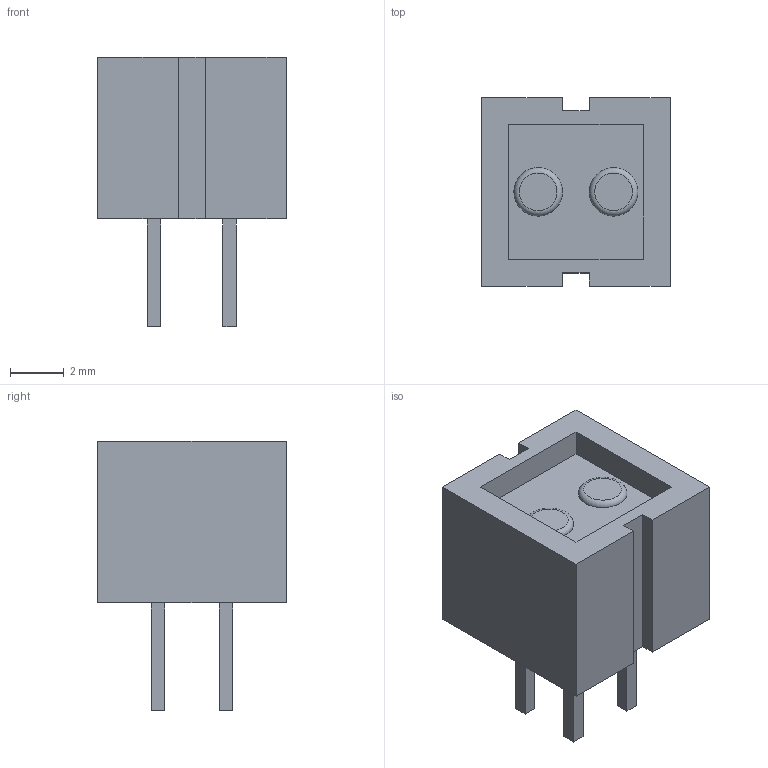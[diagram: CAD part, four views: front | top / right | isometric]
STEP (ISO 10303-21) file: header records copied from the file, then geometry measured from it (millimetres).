
FILE_DESCRIPTION(('FreeCAD Model'),'2;1');
FILE_NAME('Open CASCADE Shape Model','2023-09-04T12:00:18',( 'kicad StepUp'),('ksu MCAD'),'Open CASCADE STEP processor 7.6', 'FreeCAD','Unknown');
FILE_SCHEMA(('AUTOMOTIVE_DESIGN { 1 0 10303 214 1 1 1 1 }'));
Length unit declared in the file: millimetre
Products named in the file (1): Vishay_CNY70
Bounding box: 7.01 x 7 x 10 mm (x, y, z)
Volume: 273 mm3; surface area: 356.3 mm2
Topology: 7 solids, 16 shells, 60 faces, 244 edges, 208 vertices
Faces by surface type: plane 56, cylinder 2, torus 2
Full cylindrical faces by diameter (mm): 1.8 x2
Entity records: 2849 total; most frequent: CARTESIAN_POINT 705, ORIENTED_EDGE 350, DIRECTION 278, EDGE_CURVE 244, VERTEX_POINT 208, LINE 140, VECTOR 140, B_SPLINE_CURVE_WITH_KNOTS 96
